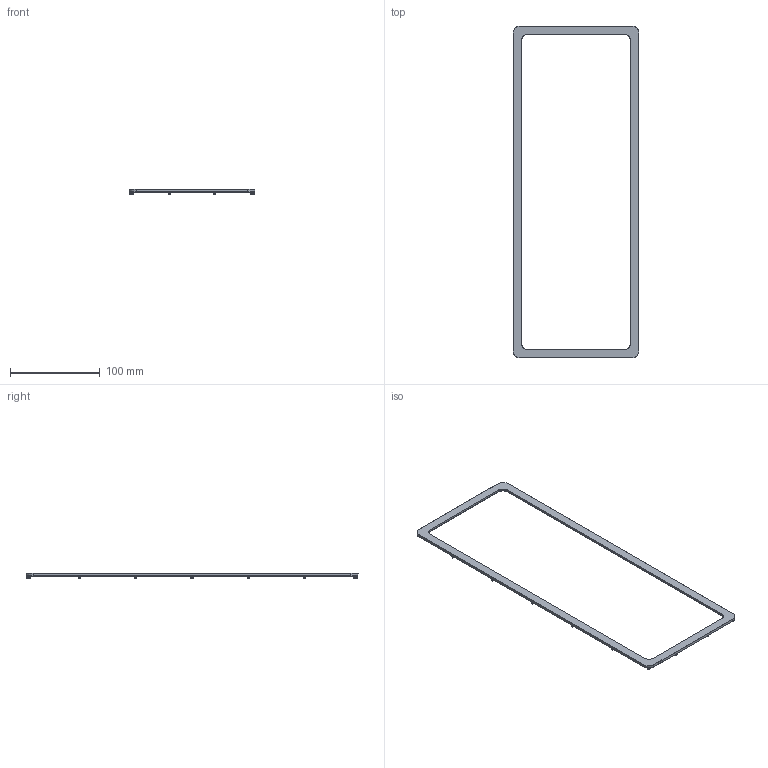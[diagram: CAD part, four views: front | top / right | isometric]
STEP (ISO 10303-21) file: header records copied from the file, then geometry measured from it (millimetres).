
FILE_DESCRIPTION (( 'STEP AP203' ), '1' );
FILE_NAME ('k-type-diffuser.STEP', '2017-11-03T07:36:57', ( 'Windows User' ), ( '' ), 'SwSTEP 2.0', 'SolidWorks 2015', '' );
FILE_SCHEMA (( 'CONFIG_CONTROL_DESIGN' ));
Length unit declared in the file: millimetre
Products named in the file (1): k-type-diffuser
Bounding box: 140.19 x 370.11 x 6.03 mm (x, y, z)
Volume: 28137.4 mm3; surface area: 24379.7 mm2
Topology: 1 solids, 1 shells, 292 faces, 676 edges, 404 vertices
Faces by surface type: plane 136, cylinder 128, torus 20, cone 8
Entity records: 9349 total; most frequent: CARTESIAN_POINT 3161, ORIENTED_EDGE 1352, DIRECTION 1078, EDGE_CURVE 676, VERTEX_POINT 404, AXIS2_PLACEMENT_3D 365, VECTOR 348, LINE 348
